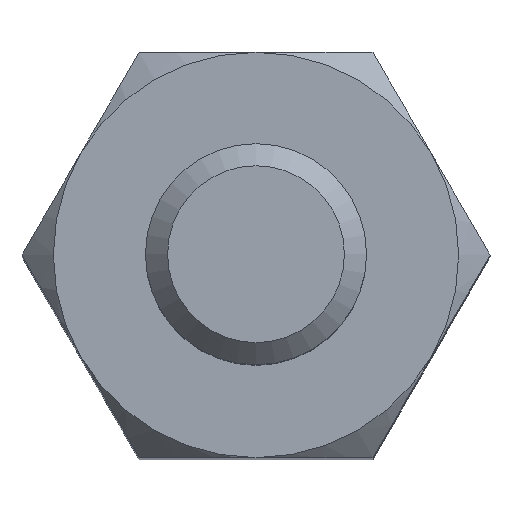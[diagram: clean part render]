
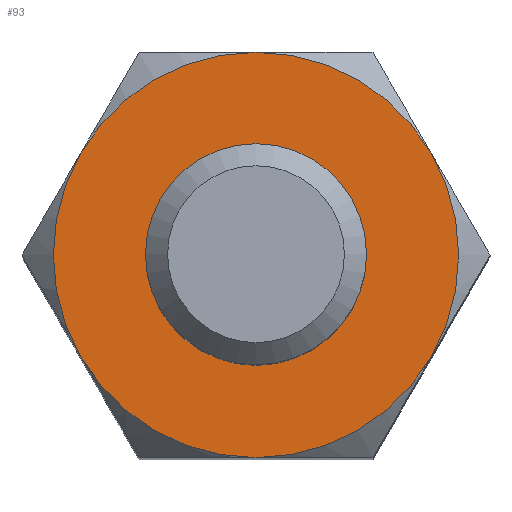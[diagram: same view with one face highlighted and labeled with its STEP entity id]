
A CAD part, top view. The second image highlights one B-rep face of the part: STEP entity #93.
In plain terms, the highlighted planar face has unit normal (0, 0, 1).
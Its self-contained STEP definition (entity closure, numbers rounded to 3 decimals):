
#93 = ADVANCED_FACE( '', ( #199, #200 ), #201, .F. );
#199 = FACE_BOUND( '', #311, .T. );
#200 = FACE_OUTER_BOUND( '', #312, .T. );
#201 = PLANE( '', #313 );
#311 = EDGE_LOOP( '', ( #495 ) );
#312 = EDGE_LOOP( '', ( #496, #497, #498, #499, #500, #501 ) );
#313 = AXIS2_PLACEMENT_3D( '', #502, #503, #504 );
#495 = ORIENTED_EDGE( '', *, *, #624, .T. );
#496 = ORIENTED_EDGE( '', *, *, #588, .T. );
#497 = ORIENTED_EDGE( '', *, *, #649, .T. );
#498 = ORIENTED_EDGE( '', *, *, #650, .T. );
#499 = ORIENTED_EDGE( '', *, *, #636, .T. );
#500 = ORIENTED_EDGE( '', *, *, #651, .T. );
#501 = ORIENTED_EDGE( '', *, *, #604, .T. );
#502 = CARTESIAN_POINT( '', ( 0., 0., 0. ) );
#503 = DIRECTION( '', ( 0., 0., -1. ) );
#504 = DIRECTION( '', ( -1., 0., 0. ) );
#588 = EDGE_CURVE( '', #673, #676, #678, .F. );
#604 = EDGE_CURVE( '', #698, #673, #703, .T. );
#624 = EDGE_CURVE( '', #735, #735, #736, .T. );
#636 = EDGE_CURVE( '', #749, #728, #751, .F. );
#649 = EDGE_CURVE( '', #676, #721, #766, .F. );
#650 = EDGE_CURVE( '', #721, #749, #767, .F. );
#651 = EDGE_CURVE( '', #728, #698, #768, .F. );
#673 = VERTEX_POINT( '', #792 );
#676 = VERTEX_POINT( '', #800 );
#678 = CIRCLE( '', #809, 2.75 );
#698 = VERTEX_POINT( '', #852 );
#703 = CIRCLE( '', #878, 2.75 );
#721 = VERTEX_POINT( '', #924 );
#728 = VERTEX_POINT( '', #951 );
#735 = VERTEX_POINT( '', #970 );
#736 = CIRCLE( '', #971, 1.3 );
#749 = VERTEX_POINT( '', #984 );
#751 = CIRCLE( '', #991, 2.75 );
#766 = CIRCLE( '', #1029, 2.75 );
#767 = CIRCLE( '', #1030, 2.75 );
#768 = CIRCLE( '', #1031, 2.75 );
#792 = CARTESIAN_POINT( '', ( -2.382, 1.375, 0. ) );
#800 = CARTESIAN_POINT( '', ( -2.382, -1.375, 0. ) );
#809 = AXIS2_PLACEMENT_3D( '', #1069, #1070, #1071 );
#852 = CARTESIAN_POINT( '', ( 0., 2.75, 0. ) );
#878 = AXIS2_PLACEMENT_3D( '', #1083, #1084, #1085 );
#924 = CARTESIAN_POINT( '', ( 0., -2.75, 0. ) );
#951 = CARTESIAN_POINT( '', ( 2.382, 1.375, 0. ) );
#970 = CARTESIAN_POINT( '', ( -1.3, 0., 0. ) );
#971 = AXIS2_PLACEMENT_3D( '', #1095, #1096, #1097 );
#984 = CARTESIAN_POINT( '', ( 2.382, -1.375, 0. ) );
#991 = AXIS2_PLACEMENT_3D( '', #1116, #1117, #1118 );
#1029 = AXIS2_PLACEMENT_3D( '', #1123, #1124, #1125 );
#1030 = AXIS2_PLACEMENT_3D( '', #1126, #1127, #1128 );
#1031 = AXIS2_PLACEMENT_3D( '', #1129, #1130, #1131 );
#1069 = CARTESIAN_POINT( '', ( 0., 0., 0. ) );
#1070 = DIRECTION( '', ( 0., 0., -1. ) );
#1071 = DIRECTION( '', ( -1., 0., 0. ) );
#1083 = CARTESIAN_POINT( '', ( 0., 0., 0. ) );
#1084 = DIRECTION( '', ( 0., 0., 1. ) );
#1085 = DIRECTION( '', ( 1., 0., 0. ) );
#1095 = CARTESIAN_POINT( '', ( 0., 0., 0. ) );
#1096 = DIRECTION( '', ( 0., 0., -1. ) );
#1097 = DIRECTION( '', ( -1., 0., 0. ) );
#1116 = CARTESIAN_POINT( '', ( 0., 0., 0. ) );
#1117 = DIRECTION( '', ( 0., 0., -1. ) );
#1118 = DIRECTION( '', ( -1., 0., 0. ) );
#1123 = CARTESIAN_POINT( '', ( 0., 0., 0. ) );
#1124 = DIRECTION( '', ( 0., 0., -1. ) );
#1125 = DIRECTION( '', ( -1., 0., 0. ) );
#1126 = CARTESIAN_POINT( '', ( 0., 0., 0. ) );
#1127 = DIRECTION( '', ( 0., 0., -1. ) );
#1128 = DIRECTION( '', ( -1., 0., 0. ) );
#1129 = CARTESIAN_POINT( '', ( 0., 0., 0. ) );
#1130 = DIRECTION( '', ( 0., 0., -1. ) );
#1131 = DIRECTION( '', ( -1., 0., 0. ) );
